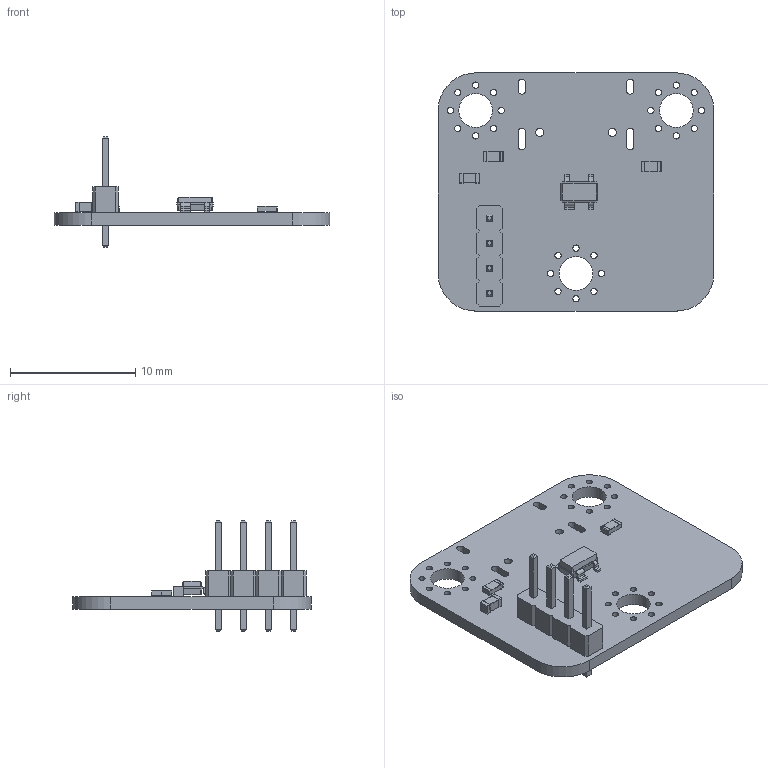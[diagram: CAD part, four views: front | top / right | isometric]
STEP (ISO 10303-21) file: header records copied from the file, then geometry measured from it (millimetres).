
FILE_DESCRIPTION(('KiCad electronic assembly'),'2;1');
FILE_NAME('daughterboard.step','2019-06-29T00:10:08',('An Author'),( 'A Company'),'Open CASCADE STEP processor 6.9', 'KiCad to STEP converter','Unknown');
FILE_SCHEMA(('AUTOMOTIVE_DESIGN { 1 0 10303 214 1 1 1 1 }'));
Length unit declared in the file: millimetre
Products named in the file (10): Open CASCADE STEP translator 6.9 1; C_0603_1608Metric; SOLID; SOT-143; R_0603_1608Metric; PinHeader_1x04_P2.00mm_Vertical; COMPOUND
Assembly tree (10 placements, depth 3):
  Open CASCADE STEP translator 6.9 1
    C_0603_1608Metric
      SOLID
    SOT-143
      SOLID
    R_0603_1608Metric  x2
      SOLID
    PinHeader_1x04_P2.00mm_Vertical
      SOLID
    COMPOUND
Bounding box: 22 x 19 x 8.8 mm (x, y, z)
Volume: 427.6 mm3; surface area: 1097.3 mm2
Topology: 6 solids, 6 shells, 333 faces, 853 edges, 542 vertices
Faces by surface type: plane 216, cylinder 89, bspline 28
Full cylindrical faces by diameter (mm): 0.5 x24, 0.65 x2, 0.8 x4, 2.7 x3
Entity records: 21469 total; most frequent: CARTESIAN_POINT 3555, DIRECTION 2977, LINE 1947, VECTOR 1947, ORIENTED_EDGE 1570, PCURVE 1570, DEFINITIONAL_REPRESENTATION 1570, EDGE_CURVE 785
